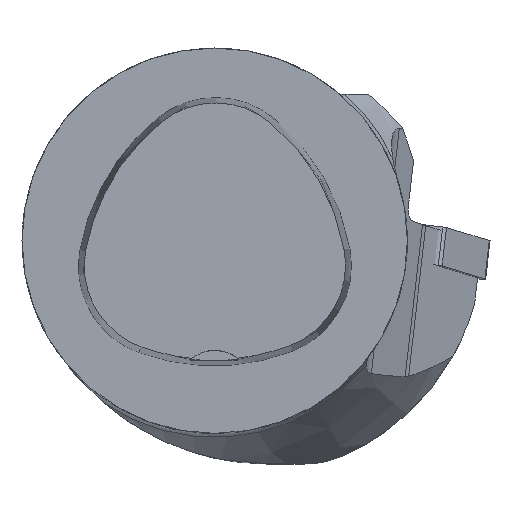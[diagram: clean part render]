
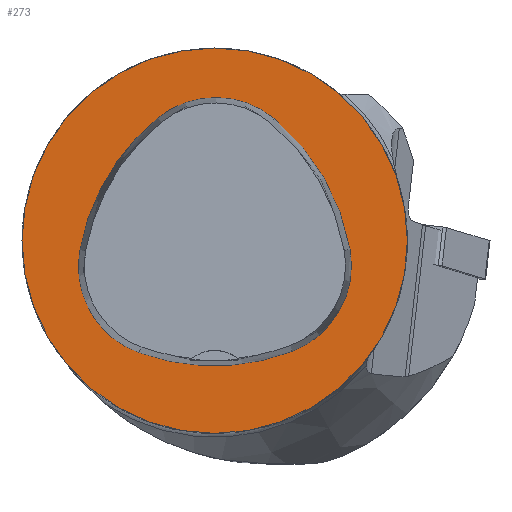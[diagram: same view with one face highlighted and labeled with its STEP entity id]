
A CAD part, top view. The second image highlights one B-rep face of the part: STEP entity #273.
In plain terms, the highlighted planar face has unit normal (0, 0, 1).
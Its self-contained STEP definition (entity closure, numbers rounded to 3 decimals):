
#130=PLANE('',#1618);
#273=ADVANCED_FACE('',(#333,#334),#130,.T.);
#333=FACE_BOUND('',#400,.T.);
#334=FACE_BOUND('',#401,.T.);
#400=EDGE_LOOP('',(#987,#988,#989,#990,#991,#992));
#401=EDGE_LOOP('',(#993));
#645=CIRCLE('',#1509,31.5);
#668=CIRCLE('',#1596,36.);
#670=CIRCLE('',#1599,15.);
#672=CIRCLE('',#1602,36.);
#674=CIRCLE('',#1605,15.);
#678=CIRCLE('',#1610,36.);
#680=CIRCLE('',#1613,15.);
#987=ORIENTED_EDGE('',*,*,#1371,.T.);
#988=ORIENTED_EDGE('',*,*,#1351,.T.);
#989=ORIENTED_EDGE('',*,*,#1355,.T.);
#990=ORIENTED_EDGE('',*,*,#1358,.T.);
#991=ORIENTED_EDGE('',*,*,#1361,.T.);
#992=ORIENTED_EDGE('',*,*,#1369,.T.);
#993=ORIENTED_EDGE('',*,*,#1231,.F.);
#1101=VERTEX_POINT('',#2150);
#1180=VERTEX_POINT('',#2473);
#1181=VERTEX_POINT('',#2474);
#1184=VERTEX_POINT('',#2482);
#1186=VERTEX_POINT('',#2488);
#1188=VERTEX_POINT('',#2494);
#1195=VERTEX_POINT('',#2515);
#1231=EDGE_CURVE('',#1101,#1101,#645,.T.);
#1351=EDGE_CURVE('',#1180,#1181,#668,.T.);
#1355=EDGE_CURVE('',#1181,#1184,#670,.T.);
#1358=EDGE_CURVE('',#1184,#1186,#672,.T.);
#1361=EDGE_CURVE('',#1186,#1188,#674,.T.);
#1369=EDGE_CURVE('',#1188,#1195,#678,.T.);
#1371=EDGE_CURVE('',#1195,#1180,#680,.T.);
#1509=AXIS2_PLACEMENT_3D('',#2149,#1692,#1693);
#1596=AXIS2_PLACEMENT_3D('',#2472,#1925,#1926);
#1599=AXIS2_PLACEMENT_3D('',#2481,#1933,#1934);
#1602=AXIS2_PLACEMENT_3D('',#2487,#1940,#1941);
#1605=AXIS2_PLACEMENT_3D('',#2493,#1947,#1948);
#1610=AXIS2_PLACEMENT_3D('',#2516,#1959,#1960);
#1613=AXIS2_PLACEMENT_3D('',#2519,#1965,#1966);
#1618=AXIS2_PLACEMENT_3D('',#2524,#1975,#1976);
#1692=DIRECTION('',(0.,0.,-1.));
#1693=DIRECTION('',(-1.,0.,0.));
#1925=DIRECTION('',(0.,0.,-1.));
#1926=DIRECTION('',(-1.,0.,0.));
#1933=DIRECTION('',(0.,0.,-1.));
#1934=DIRECTION('',(-1.,0.,0.));
#1940=DIRECTION('',(0.,0.,-1.));
#1941=DIRECTION('',(-1.,0.,0.));
#1947=DIRECTION('',(0.,0.,-1.));
#1948=DIRECTION('',(-1.,0.,0.));
#1959=DIRECTION('',(0.,0.,-1.));
#1960=DIRECTION('',(-1.,0.,0.));
#1965=DIRECTION('',(0.,0.,-1.));
#1966=DIRECTION('',(-1.,0.,0.));
#1975=DIRECTION('',(0.,0.,1.));
#1976=DIRECTION('',(1.,0.,0.));
#2149=CARTESIAN_POINT('',(0.,0.,0.));
#2150=CARTESIAN_POINT('',(-31.5,0.,0.));
#2472=CARTESIAN_POINT('',(13.398,-7.893,0.));
#2473=CARTESIAN_POINT('',(-22.041,-1.562,0.));
#2474=CARTESIAN_POINT('',(-9.317,20.036,0.));
#2481=CARTESIAN_POINT('',(0.148,8.399,0.));
#2482=CARTESIAN_POINT('',(9.779,19.898,0.));
#2487=CARTESIAN_POINT('',(-13.337,-7.7,0.));
#2488=CARTESIAN_POINT('',(22.122,-1.48,0.));
#2493=CARTESIAN_POINT('',(7.347,-4.071,0.));
#2494=CARTESIAN_POINT('',(12.693,-18.087,0.));
#2515=CARTESIAN_POINT('',(-12.373,-18.307,0.));
#2516=CARTESIAN_POINT('',(-0.137,15.55,0.));
#2519=CARTESIAN_POINT('',(-7.275,-4.2,0.));
#2524=CARTESIAN_POINT('',(0.,0.,0.));
